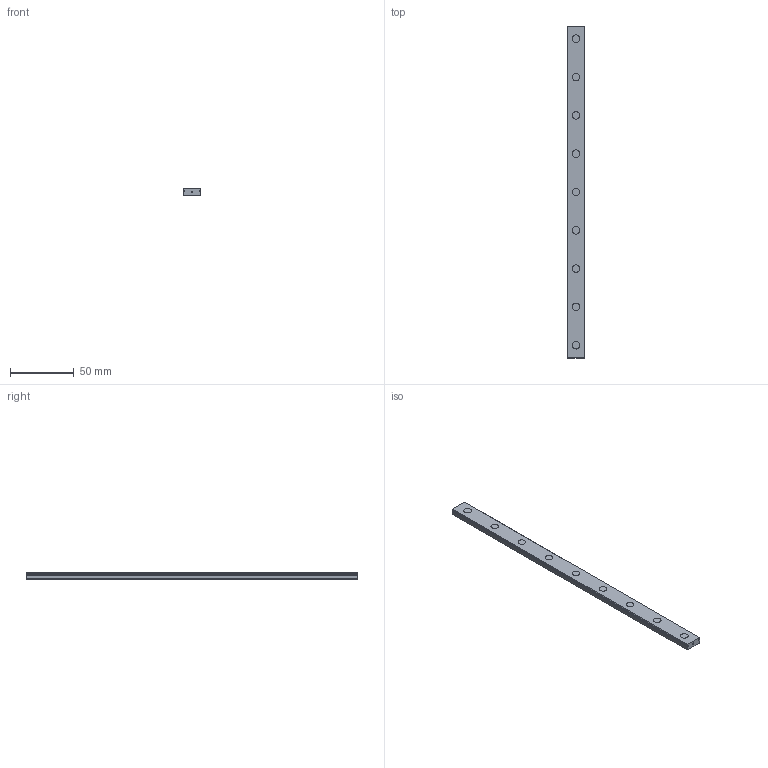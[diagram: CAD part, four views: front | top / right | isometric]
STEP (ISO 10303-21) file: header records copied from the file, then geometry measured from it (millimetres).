
FILE_DESCRIPTION(('STEP AP214'),'1');
FILE_NAME('cctmp_5C73234C-39EC-474F-A180-432A3204B83F_2021_02_19_14_18_18_0688..stp','2021-02-19T13:18:18',('HIWIN GmbH'),('CADClick - www.CADClick.com'),'Spatial InterOp 3D',' ','unknown authorization');
FILE_SCHEMA(('AUTOMOTIVE_DESIGN'));
Length unit declared in the file: millimetre
Products named in the file (1): MGWR07R260CM_FILE
Bounding box: 14 x 260 x 5.2 mm (x, y, z)
Volume: 17479.8 mm3; surface area: 11847.2 mm2
Topology: 1 solids, 1 shells, 176 faces, 429 edges, 286 vertices
Faces by surface type: plane 106, cylinder 70
Entity records: 6625 total; most frequent: DIRECTION 923, CARTESIAN_POINT 892, ORIENTED_EDGE 858, EDGE_CURVE 429, AXIS2_PLACEMENT_3D 317, LINE 289, VECTOR 289, VERTEX_POINT 286
